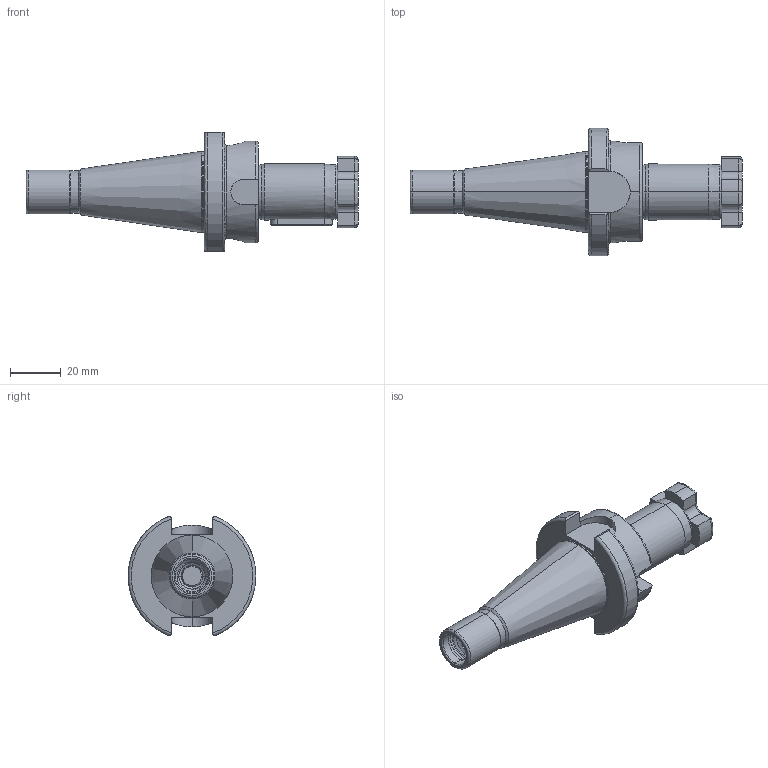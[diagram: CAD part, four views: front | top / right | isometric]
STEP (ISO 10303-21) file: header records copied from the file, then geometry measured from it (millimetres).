
FILE_DESCRIPTION (( 'STEP AP203' ), '1' );
FILE_NAME ('301.10.22.STEP', '2016-11-26T05:19:39', ( '' ), ( '' ), 'SwSTEP 2.0', 'SolidWorks 2012', '' );
FILE_SCHEMA (( 'CONFIG_CONTROL_DESIGN' ));
Length unit declared in the file: millimetre
Products named in the file (4): 301.10.22; SC22用鍵_6x6x25L; 十字螺絲FMB22
Assembly tree (3 placements, depth 2):
  301.10.22
    301.10.22
    十字螺絲FMB22
    SC22用鍵_6x6x25L
Bounding box: 130.4 x 50.2 x 46.86 mm (x, y, z)
Volume: 64233.4 mm3; surface area: 21255.8 mm2
Topology: 3 solids, 3 shells, 275 faces, 718 edges, 451 vertices
Faces by surface type: cylinder 139, plane 47, torus 40, cone 37, bspline 12
Entity records: 16040 total; most frequent: CARTESIAN_POINT 9510, ORIENTED_EDGE 1436, DIRECTION 1172, EDGE_CURVE 718, AXIS2_PLACEMENT_3D 455, VERTEX_POINT 451, EDGE_LOOP 281, FACE_OUTER_BOUND 275
